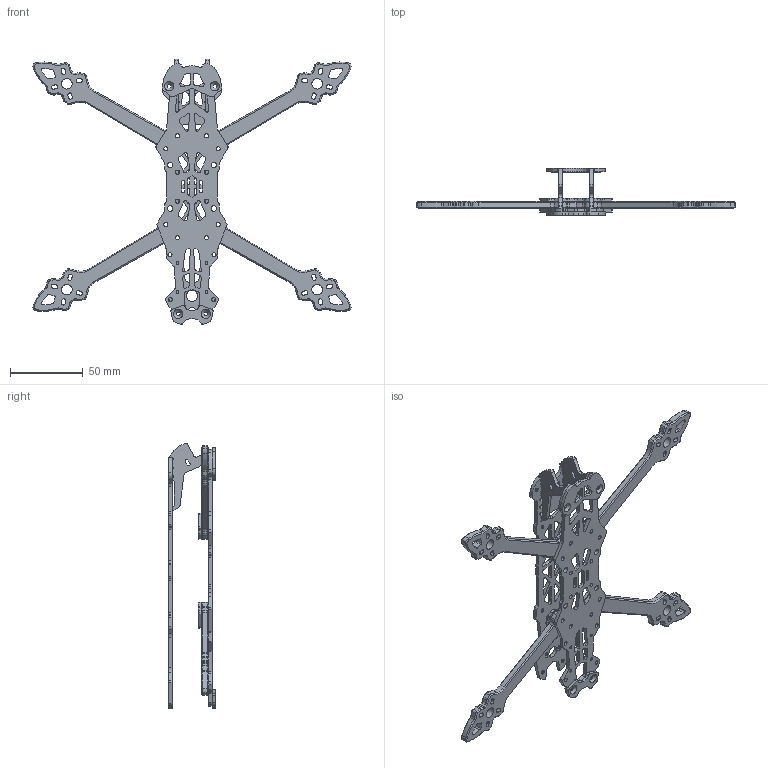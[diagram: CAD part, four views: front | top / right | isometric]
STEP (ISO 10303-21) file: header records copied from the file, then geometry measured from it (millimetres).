
FILE_DESCRIPTION(/* description */ (''),/* implementation_level */ '2;1');
FILE_NAME(/* name */ 'frame-5inch-225mm.step',/* time_stamp */ '2025-11-25T22:24:54-05:00',/* author */ (''),/* organization */ (''),/* preprocessor_version */ 'ST-DEVELOPER v20.1',/* originating_system */ 'Autodesk Translation Framework v14.21.0.0',/* authorisation */ '');
FILE_SCHEMA (('AUTOMOTIVE_DESIGN { 1 0 10303 214 3 1 1 }'));
Length unit declared in the file: millimetre
Products named in the file (9): GEPRC MK4 7in 5in; Carbon Fiber; Tail Plate; Chin Plate; Cam Plates; Top Plate (1); Arm Plate; Bottom Plate; GEPRC Mk4 5in Arms v1
Assembly tree (8 placements, depth 3):
  GEPRC MK4 7in 5in
    Carbon Fiber
      Tail Plate
      Chin Plate
      Cam Plates
      Top Plate (1)
      Arm Plate
      Bottom Plate
    GEPRC Mk4 5in Arms v1
Bounding box: 218.58 x 32.25 x 182.3 mm (x, y, z)
Volume: 55017.8 mm3; surface area: 48590.2 mm2
Topology: 12 solids, 12 shells, 1515 faces, 4061 edges, 2570 vertices
Faces by surface type: plane 635, cylinder 627, cone 252, bspline 1
Full cylindrical faces by diameter (mm): 1.8 x4, 2.8 x44, 3.8 x4, 4.2 x4, 7.25 x4, 7.9 x1
Entity records: 48119 total; most frequent: DIRECTION 8615, CARTESIAN_POINT 8320, ORIENTED_EDGE 8122, EDGE_CURVE 4061, AXIS2_PLACEMENT_3D 3063, VERTEX_POINT 2570, LINE 2489, VECTOR 2489
